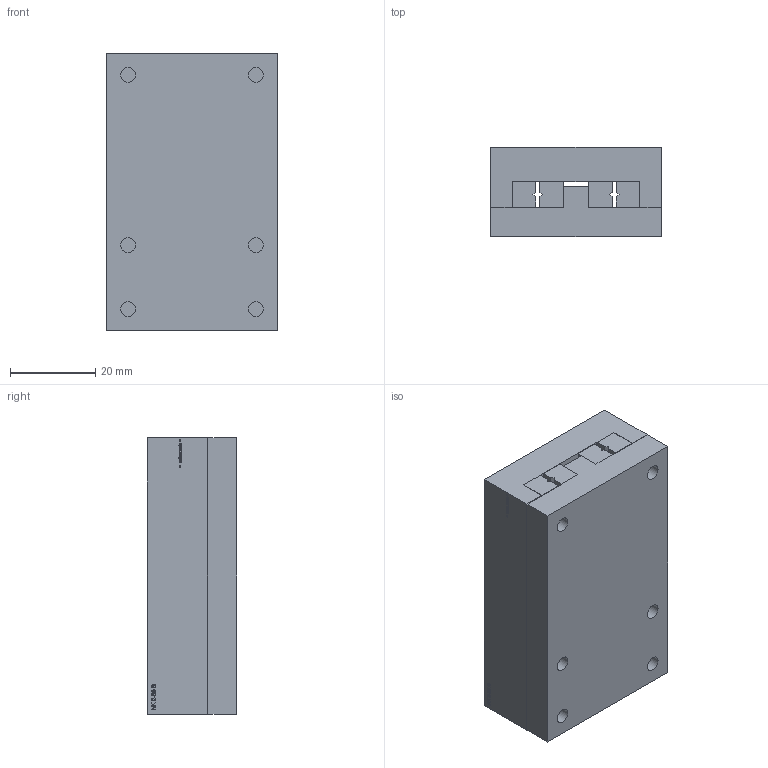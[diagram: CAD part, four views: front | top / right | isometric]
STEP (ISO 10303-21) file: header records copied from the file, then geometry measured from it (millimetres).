
FILE_DESCRIPTION(('FreeCAD Model'),'2;1');
FILE_NAME('NK 2-65 B.step', '2020-04-19T20:49:48',('Author'),(''), 'Open CASCADE STEP processor 6.8','FreeCAD','Unknown');
FILE_SCHEMA(('AUTOMOTIVE_DESIGN_CC2 { 1 2 10303 214 -1 1 5 4 }'));
Length unit declared in the file: millimetre
Products named in the file (3): ASSEMBLY; UT; OT
Assembly tree (2 placements, depth 2):
  ASSEMBLY
    UT
    OT
Bounding box: 40 x 21 x 65 mm (x, y, z)
Volume: 51940.7 mm3; surface area: 23381.8 mm2
Topology: 6 solids, 6 shells, 540 faces, 1463 edges, 972 vertices
Faces by surface type: extrusion 262, plane 254, cylinder 18, cone 6
Full cylindrical faces by diameter (mm): 3 x6, 3.5 x6, 6 x6
Entity records: 36309 total; most frequent: CARTESIAN_POINT 8524, DIRECTION 4207, VECTOR 3525, LINE 3263, ORIENTED_EDGE 2926, PCURVE 2926, DEFINITIONAL_REPRESENTATION 2926, EDGE_CURVE 1463
